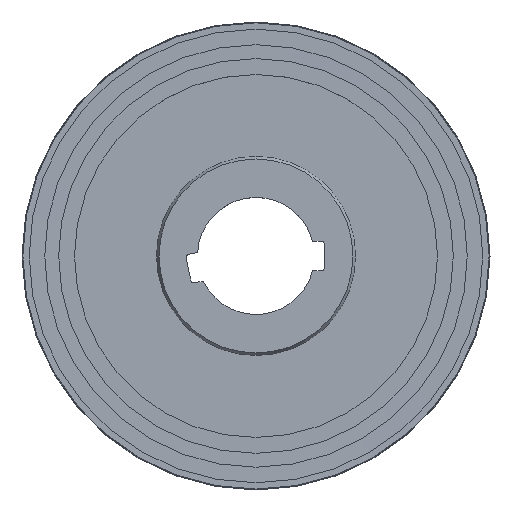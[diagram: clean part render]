
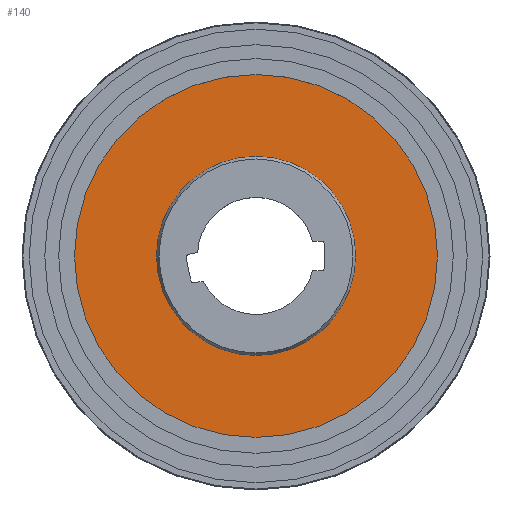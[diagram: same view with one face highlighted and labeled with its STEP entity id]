
A CAD part, top view. The second image highlights one B-rep face of the part: STEP entity #140.
In plain terms, the highlighted planar face has unit normal (0, 0, 1).
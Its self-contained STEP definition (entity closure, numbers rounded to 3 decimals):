
#140=ADVANCED_FACE('',(#199,#200),#184,.F.);
#184=PLANE('',#699);
#199=FACE_BOUND('',#265,.T.);
#200=FACE_BOUND('',#266,.T.);
#265=EDGE_LOOP('',(#394));
#266=EDGE_LOOP('',(#395));
#346=CIRCLE('',#696,34.);
#347=CIRCLE('',#698,62.);
#394=ORIENTED_EDGE('',*,*,#585,.F.);
#395=ORIENTED_EDGE('',*,*,#584,.T.);
#528=VERTEX_POINT('',#962);
#529=VERTEX_POINT('',#965);
#584=EDGE_CURVE('',#528,#528,#346,.T.);
#585=EDGE_CURVE('',#529,#529,#347,.T.);
#696=AXIS2_PLACEMENT_3D('',#961,#779,#780);
#698=AXIS2_PLACEMENT_3D('',#964,#783,#784);
#699=AXIS2_PLACEMENT_3D('',#966,#785,#786);
#779=DIRECTION('',(0.,0.,-1.));
#780=DIRECTION('',(-1.,0.,0.));
#783=DIRECTION('',(0.,0.,-1.));
#784=DIRECTION('',(-1.,0.,0.));
#785=DIRECTION('',(0.,0.,-1.));
#786=DIRECTION('',(-1.,0.,0.));
#961=CARTESIAN_POINT('',(0.,0.,5.5));
#962=CARTESIAN_POINT('',(-34.,0.,5.5));
#964=CARTESIAN_POINT('',(0.,0.,5.5));
#965=CARTESIAN_POINT('',(-62.,0.,5.5));
#966=CARTESIAN_POINT('',(34.,0.,5.5));
